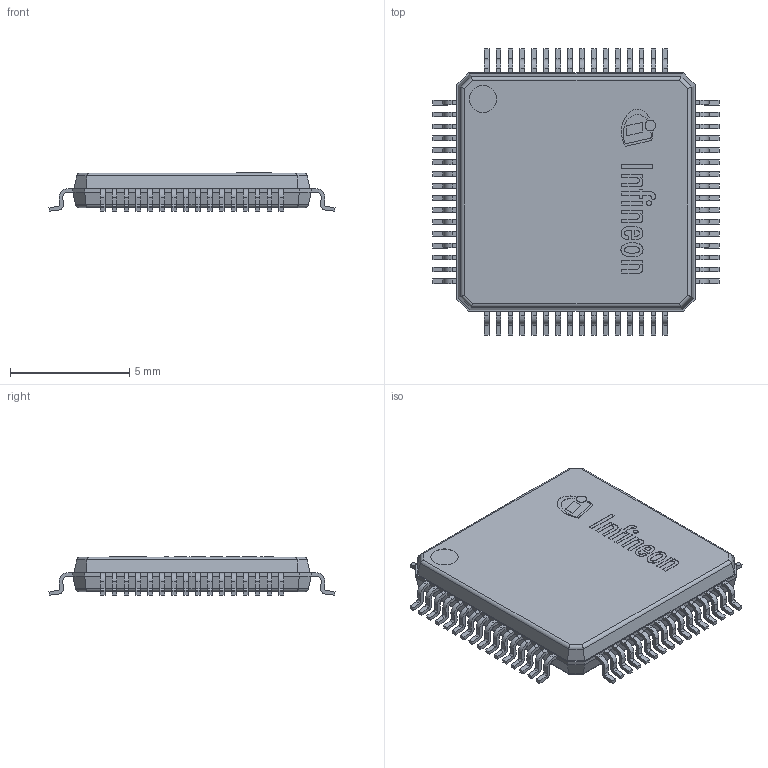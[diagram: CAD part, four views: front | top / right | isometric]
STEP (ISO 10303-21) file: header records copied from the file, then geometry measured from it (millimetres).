
FILE_DESCRIPTION(/* description */ (''),/* implementation_level */ '2;1');
FILE_NAME(/* name */ 'PG-LQFP-64-4_Z8B00021842_V10_3D.stp',/* time_stamp */ '2024-07-26T16:58:01+05:30',/* author */ ('sivamani'),/* organization */ (''),/* preprocessor_version */ 'ST-DEVELOPER v19.2',/* originating_system */ 'AutoCAD Mechanical',/* authorisation */ '');
FILE_SCHEMA (('AUTOMOTIVE_DESIGN { 1 0 10303 214 3 1 1 }'));
Length unit declared in the file: millimetre
Products named in the file (1): Product
Bounding box: 12 x 12 x 1.61 mm (x, y, z)
Volume: 142.2 mm3; surface area: 720 mm2
Topology: 80 solids, 80 shells, 1067 faces, 2699 edges, 1794 vertices
Faces by surface type: plane 767, cylinder 277, bspline 22, torus 1
Full cylindrical faces by diameter (mm): 0.212 x1, 0.445 x1, 1.15 x3
Entity records: 32026 total; most frequent: CARTESIAN_POINT 6257, ORIENTED_EDGE 5398, DIRECTION 5186, EDGE_CURVE 2699, LINE 2012, VECTOR 2012, VERTEX_POINT 1794, AXIS2_PLACEMENT_3D 1587
